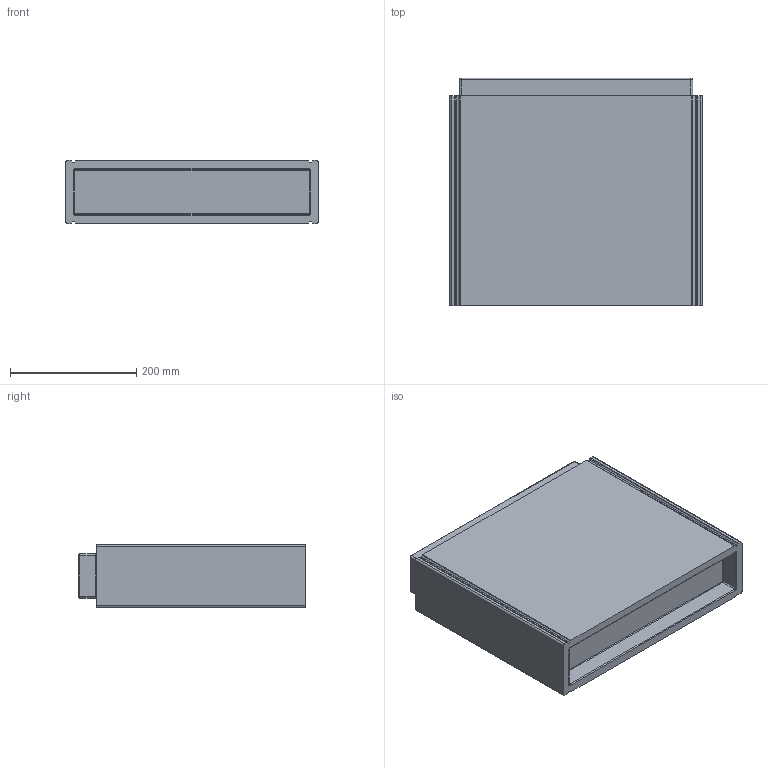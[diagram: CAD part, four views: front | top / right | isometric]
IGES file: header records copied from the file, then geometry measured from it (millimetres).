
Global section: file name: PP-45-LEV; native system: AutoCAD 2018 - Deutsch (German); preprocessor: Autodesk Translation Framework DWG producer (atf_dwg_producer); organization: unknown; date: 20180704.105554; units: millimetre
Bounding box: 400 x 360 x 100 mm (x, y, z)
Volume: 13213375.6 mm3; surface area: 461256 mm2
Topology: 1 solids, 1 shells, 84 faces, 208 edges, 128 vertices
Faces by surface type: bspline 84
